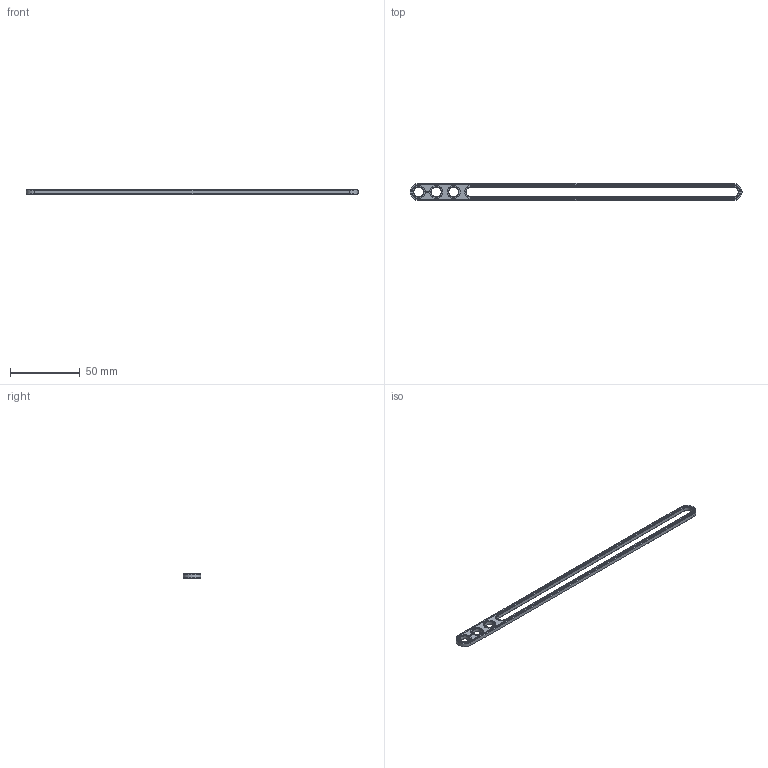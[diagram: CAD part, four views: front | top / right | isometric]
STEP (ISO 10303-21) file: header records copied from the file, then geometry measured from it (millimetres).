
FILE_DESCRIPTION(('FreeCAD Model'),'2;1');
FILE_NAME('Open CASCADE Shape Model','2021-02-26T22:37:43',( 'Paulo Kiefe'),('STEMFIE.org'),'Open CASCADE STEP processor 7.4', 'FreeCAD','Unknown');
FILE_SCHEMA(('AUTOMOTIVE_DESIGN { 1 0 10303 214 1 1 1 1 }'));
Length unit declared in the file: millimetre
Products named in the file (1): Brace_STR_SLT_SE_ERR_-_BU19x01x00.25x16_SPN-BRC-0272_(stemfie.org)
Bounding box: 237.5 x 12.5 x 3.12 mm (x, y, z)
Volume: 4422.1 mm3; surface area: 5774.9 mm2
Topology: 1 solids, 1 shells, 537 faces, 1475 edges, 977 vertices
Faces by surface type: plane 335, extrusion 174, cone 14, cylinder 14
Full cylindrical faces by diameter (mm): 7 x3, 9.2 x3
Entity records: 37397 total; most frequent: CARTESIAN_POINT 9189, DIRECTION 4493, VECTOR 3653, LINE 3479, ORIENTED_EDGE 2950, PCURVE 2950, DEFINITIONAL_REPRESENTATION 2950, EDGE_CURVE 1475
